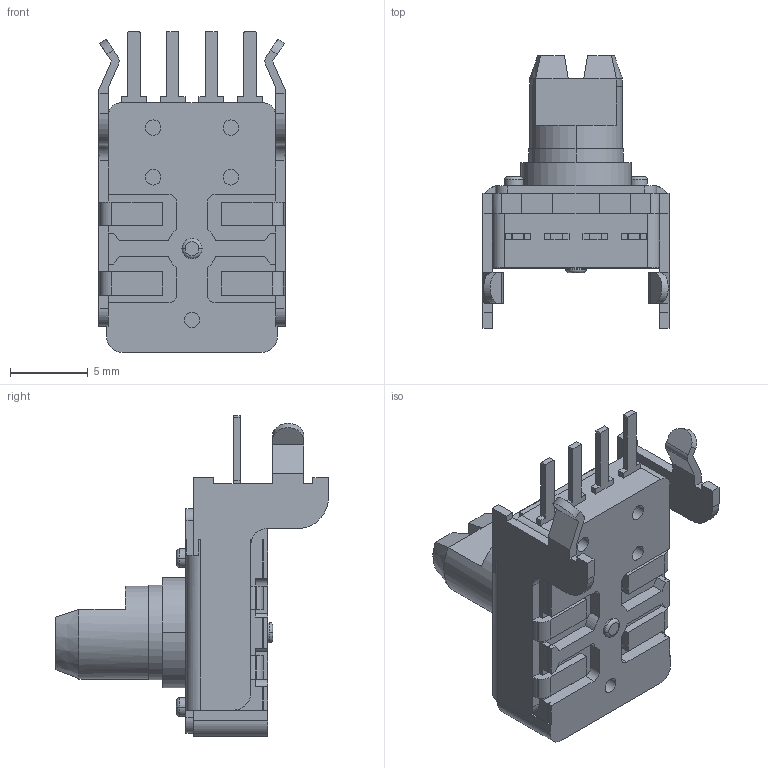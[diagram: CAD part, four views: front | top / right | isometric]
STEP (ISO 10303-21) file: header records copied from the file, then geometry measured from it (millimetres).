
FILE_DESCRIPTION((''),'2;1');
FILE_NAME('PTV111-2415A','2021-09-02T',('acer'),(''),'PRO/ENGINEER BY PARAMETRIC TECHNOLOGY CORPORATION, 2008380','PRO/ENGINEER BY PARAMETRIC TECHNOLOGY CORPORATION, 2008380','');
FILE_SCHEMA(('CONFIG_CONTROL_DESIGN'));
Length unit declared in the file: millimetre
Products named in the file (1): PTV111-2415A
Bounding box: 12 x 17.6 x 20.7 mm (x, y, z)
Volume: 1172.4 mm3; surface area: 1080.8 mm2
Topology: 1 solids, 3 shells, 293 faces, 803 edges, 531 vertices
Faces by surface type: plane 205, cylinder 80, torus 6, cone 2
Entity records: 9331 total; most frequent: CARTESIAN_POINT 1675, ORIENTED_EDGE 1606, DIRECTION 1577, EDGE_CURVE 803, VECTOR 591, LINE 591, VERTEX_POINT 531, AXIS2_PLACEMENT_3D 493
